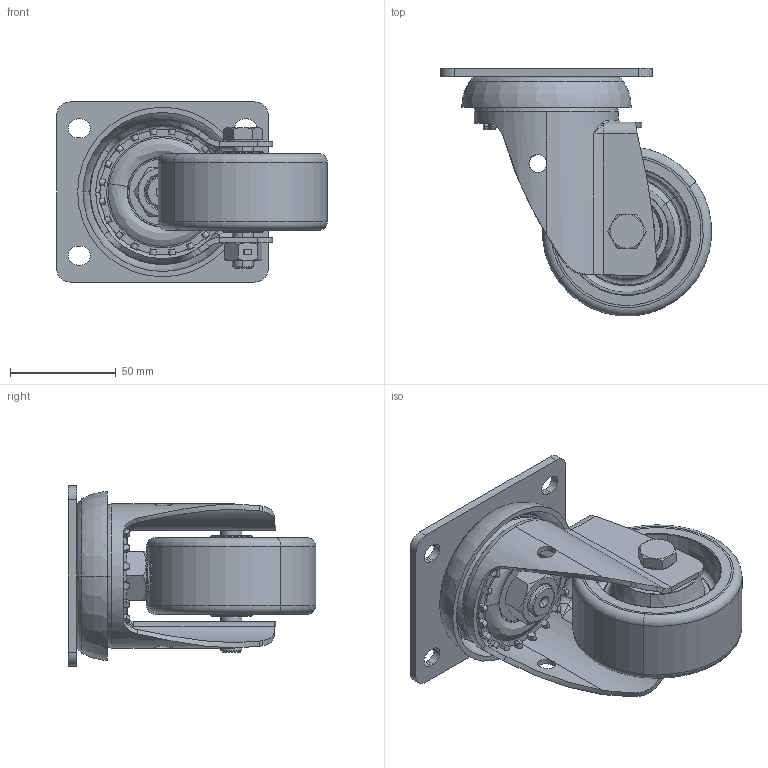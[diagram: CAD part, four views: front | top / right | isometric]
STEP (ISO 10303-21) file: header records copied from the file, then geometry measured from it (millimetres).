
FILE_DESCRIPTION (( 'STEP AP214' ), '1' );
FILE_NAME ('0047365.step', '2022-09-07T11:41:17', ( '' ), ( '' ), 'SwSTEP 2.0', 'SolidWorks 2020', '' );
FILE_SCHEMA (( 'AUTOMOTIVE_DESIGN' ));
Length unit declared in the file: millimetre
Products named in the file (1): 0047365
Bounding box: 127.88 x 116.88 x 85 mm (x, y, z)
Surface area: 136170.3 mm2 (no closed solid volume)
Topology: 0 solids, 21 shells, 621 faces, 1653 edges, 1086 vertices
Faces by surface type: cylinder 184, plane 172, bspline 146, cone 85, torus 34
Entity records: 42968 total; most frequent: CARTESIAN_POINT 21498, ORIENTED_EDGE 3268, DIRECTION 2687, EDGE_CURVE 1650, VERTEX_POINT 1086, AXIS2_PLACEMENT_3D 1054, EDGE_LOOP 690, UNCERTAINTY_MEASURE_WITH_UNIT 635
